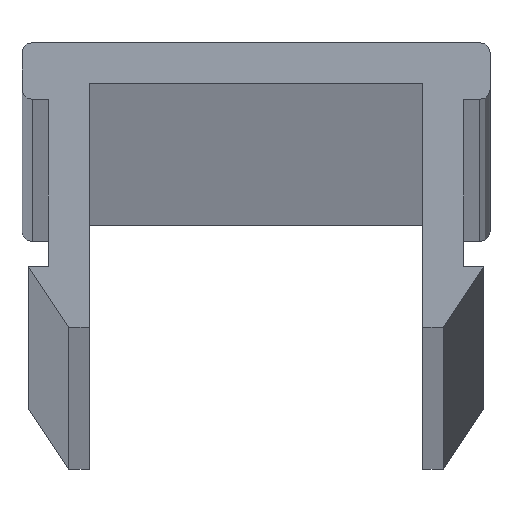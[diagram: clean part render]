
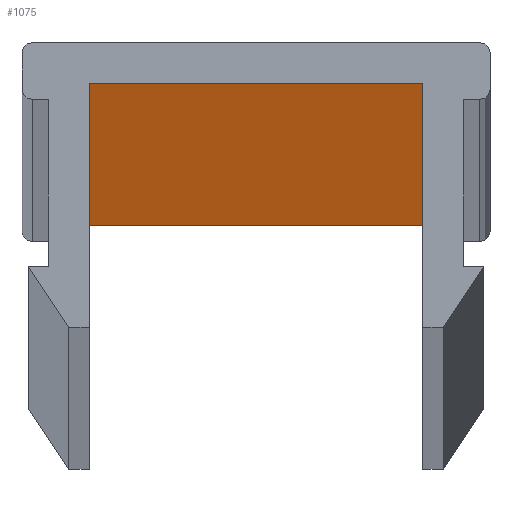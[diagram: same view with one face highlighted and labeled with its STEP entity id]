
A CAD part, top view. The second image highlights one B-rep face of the part: STEP entity #1075.
In plain terms, the highlighted planar face has unit normal (0, -1, 0).
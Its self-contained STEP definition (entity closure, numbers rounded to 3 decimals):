
#407=DIRECTION('',(-1.,0.,0.));
#408=VECTOR('',#407,8.2);
#409=CARTESIAN_POINT('',(4.1,-1.,0.));
#410=LINE('',#409,#408);
#578=DIRECTION('',(-1.,0.,0.));
#579=VECTOR('',#578,8.2);
#580=CARTESIAN_POINT('',(4.1,-1.,2000.));
#581=LINE('',#580,#579);
#685=DIRECTION('',(0.,0.,1.));
#686=VECTOR('',#685,2000.);
#687=CARTESIAN_POINT('',(4.1,-1.,0.));
#688=LINE('',#687,#686);
#692=DIRECTION('',(0.,0.,1.));
#693=VECTOR('',#692,2000.);
#694=CARTESIAN_POINT('',(-4.1,-1.,0.));
#695=LINE('',#694,#693);
#756=CARTESIAN_POINT('',(4.1,-1.,0.));
#758=VERTEX_POINT('',#756);
#759=CARTESIAN_POINT('',(-4.1,-1.,0.));
#760=VERTEX_POINT('',#759);
#764=CARTESIAN_POINT('',(4.1,-1.,2000.));
#766=VERTEX_POINT('',#764);
#767=CARTESIAN_POINT('',(-4.1,-1.,2000.));
#768=VERTEX_POINT('',#767);
#1063=CARTESIAN_POINT('',(4.1,-1.,0.));
#1064=DIRECTION('',(0.,1.,0.));
#1065=DIRECTION('',(-1.,0.,0.));
#1066=AXIS2_PLACEMENT_3D('',#1063,#1064,#1065);
#1067=PLANE('',#1066);
#1068=ORIENTED_EDGE('',*,*,#862,.T.);
#1070=ORIENTED_EDGE('',*,*,#1069,.T.);
#1071=ORIENTED_EDGE('',*,*,#998,.F.);
#1072=ORIENTED_EDGE('',*,*,#1056,.F.);
#1073=EDGE_LOOP('',(#1068,#1070,#1071,#1072));
#1074=FACE_OUTER_BOUND('',#1073,.F.);
#862=EDGE_CURVE('',#758,#760,#410,.T.);
#998=EDGE_CURVE('',#766,#768,#581,.T.);
#1056=EDGE_CURVE('',#758,#766,#688,.T.);
#1069=EDGE_CURVE('',#760,#768,#695,.T.);
#1075=ADVANCED_FACE('',(#1074),#1067,.F.);
